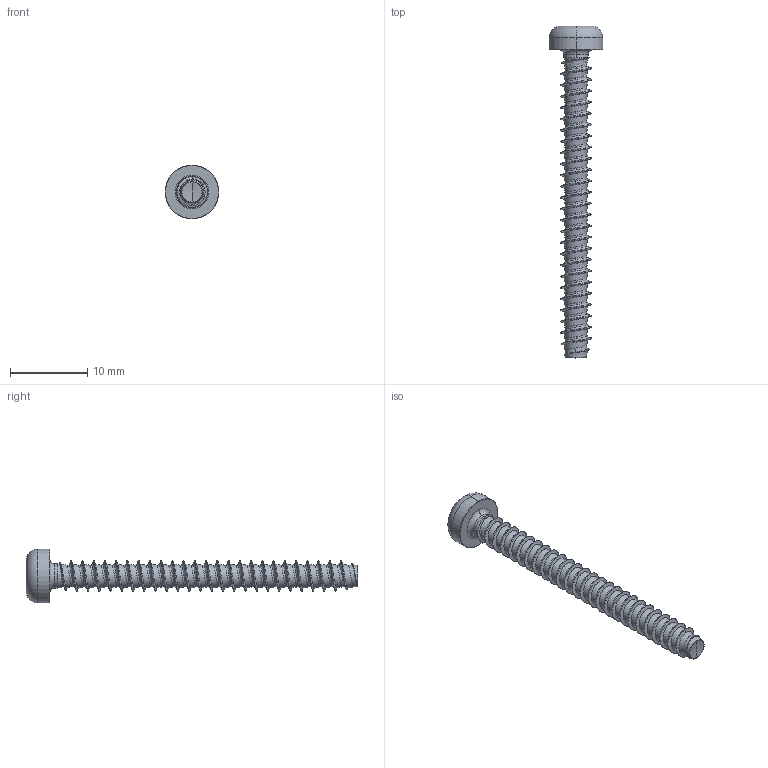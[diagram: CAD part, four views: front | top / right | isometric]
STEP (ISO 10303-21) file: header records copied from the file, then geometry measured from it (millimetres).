
FILE_DESCRIPTION (( 'STEP AP203' ), '1' );
FILE_NAME ('STP420400400.STEP', '2017-08-16T15:02:20', ( '' ), ( '' ), 'SwSTEP 2.0', 'SolidWorks 2015', '' );
FILE_SCHEMA (( 'CONFIG_CONTROL_DESIGN' ));
Length unit declared in the file: millimetre
Products named in the file (1): STP420400400
Bounding box: 7 x 43.09 x 7 mm (x, y, z)
Volume: 387.3 mm3; surface area: 749.5 mm2
Topology: 1 solids, 1 shells, 142 faces, 365 edges, 227 vertices
Faces by surface type: cylinder 81, bspline 35, cone 11, torus 10, plane 3, sphere 2
Entity records: 37034 total; most frequent: CARTESIAN_POINT 34043, ORIENTED_EDGE 730, DIRECTION 454, EDGE_CURVE 365, VERTEX_POINT 227, AXIS2_PLACEMENT_3D 179, B_SPLINE_CURVE_WITH_KNOTS 145, EDGE_LOOP 144
